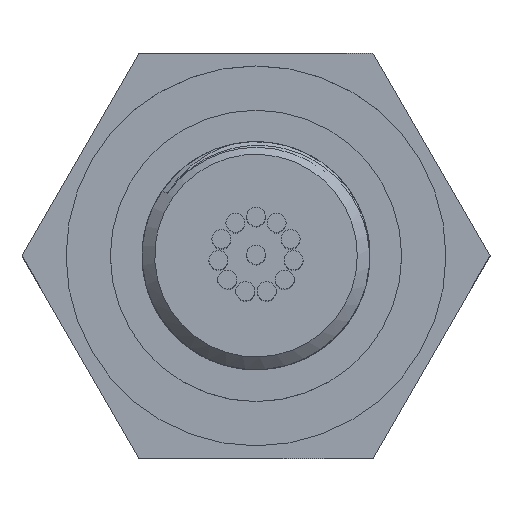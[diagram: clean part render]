
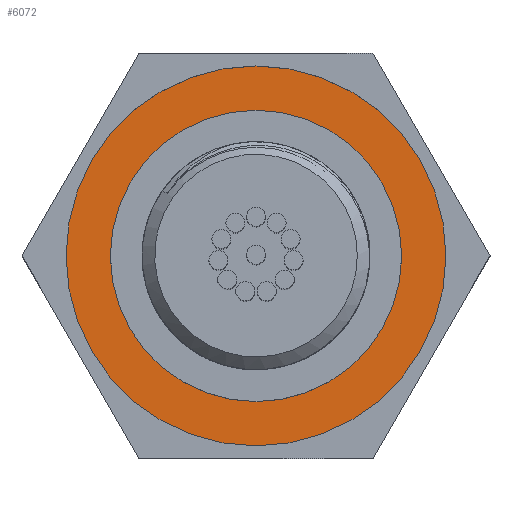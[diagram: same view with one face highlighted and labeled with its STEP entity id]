
A CAD part, top view. The second image highlights one B-rep face of the part: STEP entity #6072.
In plain terms, the highlighted planar face has unit normal (0, 0, 1).
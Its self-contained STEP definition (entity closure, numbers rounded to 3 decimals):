
#1112=PLANE($,#6340);
#1538=FACE_BOUND($,#2348,.T.);
#1539=FACE_BOUND($,#2349,.T.);
#1604=CIRCLE($,#6335,11.5);
#1606=CIRCLE($,#6338,15.);
#2348=EDGE_LOOP($,(#5594));
#2349=EDGE_LOOP($,(#5595));
#3180=VERTEX_POINT($,#12386);
#3182=VERTEX_POINT($,#12391);
#3987=EDGE_CURVE($,#3180,#3180,#1604,.T.);
#3989=EDGE_CURVE($,#3182,#3182,#1606,.T.);
#5594=ORIENTED_EDGE($,*,*,#3987,.F.);
#5595=ORIENTED_EDGE($,*,*,#3989,.T.);
#6072=ADVANCED_FACE($,(#1538,#1539),#1112,.F.);
#6335=AXIS2_PLACEMENT_3D($,#12387,#7328,#7329);
#6338=AXIS2_PLACEMENT_3D($,#12392,#7334,#7335);
#6340=AXIS2_PLACEMENT_3D($,#12395,#7338,#7339);
#7328=DIRECTION('center_axis',(0.,0.,1.));
#7329=DIRECTION('ref_axis',(-1.,0.,0.));
#7334=DIRECTION('center_axis',(0.,0.,1.));
#7335=DIRECTION('ref_axis',(-1.,0.,0.));
#7338=DIRECTION('center_axis',(0.,0.,-1.));
#7339=DIRECTION('ref_axis',(-1.,0.,0.));
#12386=CARTESIAN_POINT('',(11.5,0.,7.18));
#12387=CARTESIAN_POINT('Origin',(0.,0.,7.18));
#12391=CARTESIAN_POINT('',(15.,0.,7.18));
#12392=CARTESIAN_POINT('Origin',(0.,0.,7.18));
#12395=CARTESIAN_POINT('Origin',(0.,0.,7.18));
